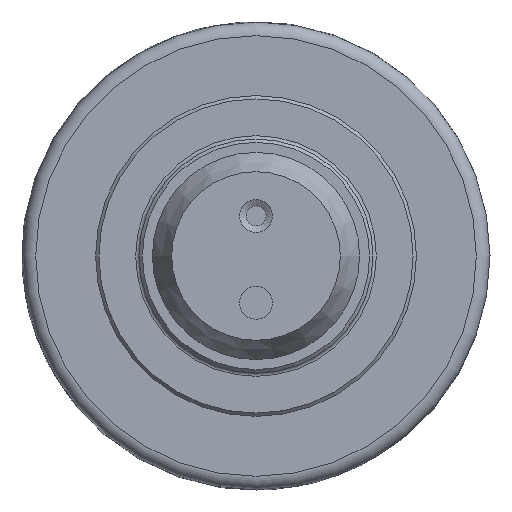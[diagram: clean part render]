
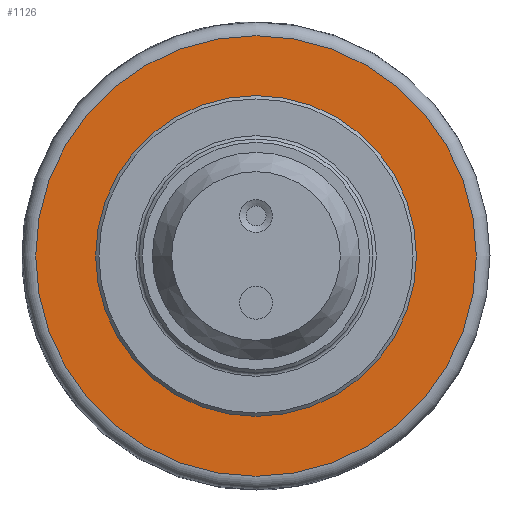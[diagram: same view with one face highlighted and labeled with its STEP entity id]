
A CAD part, left-side view. The second image highlights one B-rep face of the part: STEP entity #1126.
In plain terms, the highlighted planar face has unit normal (-1, 0, 0).
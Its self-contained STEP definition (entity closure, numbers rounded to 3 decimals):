
#42=FACE_BOUND('',#274,.T.);
#82=CIRCLE('',#1249,24.);
#86=CIRCLE('',#1255,32.959);
#87=CIRCLE('',#1256,32.959);
#189=FACE_OUTER_BOUND('',#273,.T.);
#273=EDGE_LOOP('',(#934,#935));
#274=EDGE_LOOP('',(#936));
#529=VERTEX_POINT('',#1907);
#533=VERTEX_POINT('',#1918);
#534=VERTEX_POINT('',#1919);
#670=EDGE_CURVE('',#529,#529,#82,.T.);
#675=EDGE_CURVE('',#533,#534,#86,.T.);
#676=EDGE_CURVE('',#534,#533,#87,.T.);
#934=ORIENTED_EDGE('',*,*,#675,.F.);
#935=ORIENTED_EDGE('',*,*,#676,.F.);
#936=ORIENTED_EDGE('',*,*,#670,.T.);
#1072=PLANE('',#1254);
#1126=ADVANCED_FACE('',(#189,#42),#1072,.T.);
#1249=AXIS2_PLACEMENT_3D('',#1908,#1545,#1546);
#1254=AXIS2_PLACEMENT_3D('',#1917,#1556,#1557);
#1255=AXIS2_PLACEMENT_3D('',#1920,#1558,#1559);
#1256=AXIS2_PLACEMENT_3D('',#1921,#1560,#1561);
#1545=DIRECTION('center_axis',(1.,0.,0.));
#1546=DIRECTION('ref_axis',(0.,0.5,-0.866));
#1556=DIRECTION('center_axis',(-1.,0.,0.));
#1557=DIRECTION('ref_axis',(0.,-0.866,-0.5));
#1558=DIRECTION('center_axis',(1.,0.,0.));
#1559=DIRECTION('ref_axis',(0.,0.5,-0.866));
#1560=DIRECTION('center_axis',(1.,0.,0.));
#1561=DIRECTION('ref_axis',(0.,0.5,-0.866));
#1907=CARTESIAN_POINT('',(18.5,-12.,20.785));
#1908=CARTESIAN_POINT('Origin',(18.5,0.,0.));
#1917=CARTESIAN_POINT('Origin',(18.5,-15.529,26.898));
#1918=CARTESIAN_POINT('',(18.5,-16.48,28.544));
#1919=CARTESIAN_POINT('',(18.5,-28.544,-16.48));
#1920=CARTESIAN_POINT('Origin',(18.5,0.,0.));
#1921=CARTESIAN_POINT('Origin',(18.5,0.,0.));
